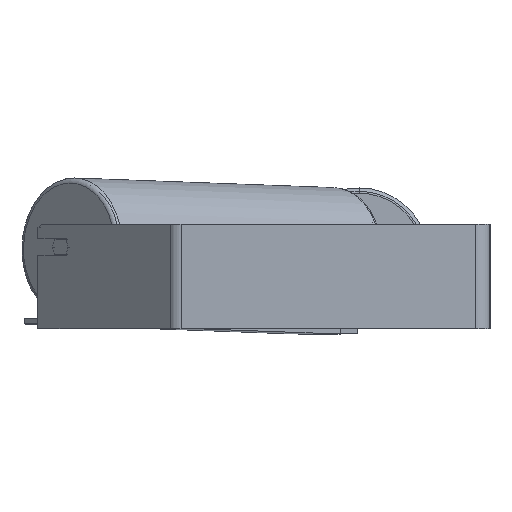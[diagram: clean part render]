
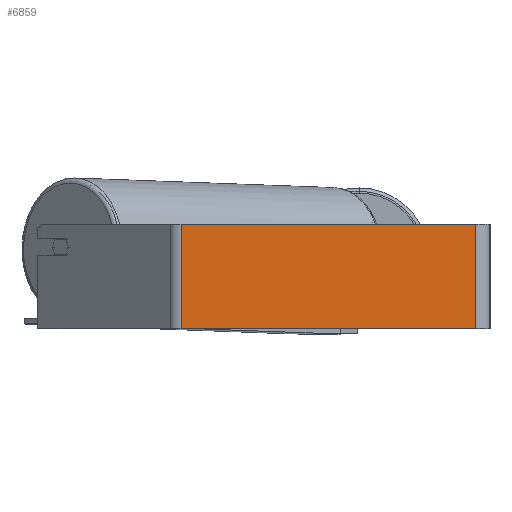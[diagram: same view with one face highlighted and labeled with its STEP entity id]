
A CAD part, left-side view. The second image highlights one B-rep face of the part: STEP entity #6859.
In plain terms, the highlighted planar face has unit normal (-1, 0, 0).
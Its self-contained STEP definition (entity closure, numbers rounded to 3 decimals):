
#86 = VERTEX_POINT ( 'NONE', #767 ) ;
#216 = CARTESIAN_POINT ( 'NONE',  ( -605., 14., 50. ) ) ;
#295 = DIRECTION ( 'NONE',  ( 0., -1., 0. ) ) ;
#352 = VERTEX_POINT ( 'NONE', #4095 ) ;
#486 = VERTEX_POINT ( 'NONE', #4862 ) ;
#767 = CARTESIAN_POINT ( 'NONE',  ( -605., 14., -50. ) ) ;
#869 = VERTEX_POINT ( 'NONE', #2104 ) ;
#897 = LINE ( 'NONE', #2503, #4613 ) ;
#996 = DIRECTION ( 'NONE',  ( 0., 0., -1. ) ) ;
#1322 = EDGE_CURVE ( 'NONE', #869, #352, #4430, .T. ) ;
#1584 = EDGE_LOOP ( 'NONE', ( #6490, #6589, #3338, #2102 ) ) ;
#2013 = LINE ( 'NONE', #3321, #8941 ) ;
#2102 = ORIENTED_EDGE ( 'NONE', *, *, #1322, .T. ) ;
#2104 = CARTESIAN_POINT ( 'NONE',  ( -605., 295.159, 50. ) ) ;
#2503 = CARTESIAN_POINT ( 'NONE',  ( -605., 300.958, -50. ) ) ;
#2921 = CARTESIAN_POINT ( 'NONE',  ( -605., 295.159, 50. ) ) ;
#3017 = DIRECTION ( 'NONE',  ( 0., 0., -1. ) ) ;
#3321 = CARTESIAN_POINT ( 'NONE',  ( -605., 300.958, 50. ) ) ;
#3338 = ORIENTED_EDGE ( 'NONE', *, *, #4740, .F. ) ;
#3748 = DIRECTION ( 'NONE',  ( 0., 0., -1. ) ) ;
#4095 = CARTESIAN_POINT ( 'NONE',  ( -605., 295.159, -50. ) ) ;
#4429 = FACE_OUTER_BOUND ( 'NONE', #1584, .T. ) ;
#4430 = LINE ( 'NONE', #2921, #8747 ) ;
#4476 = PLANE ( 'NONE',  #4723 ) ;
#4613 = VECTOR ( 'NONE', #295, 1000. ) ;
#4723 = AXIS2_PLACEMENT_3D ( 'NONE', #6500, #7916, #3748 ) ;
#4740 = EDGE_CURVE ( 'NONE', #869, #486, #2013, .T. ) ;
#4862 = CARTESIAN_POINT ( 'NONE',  ( -605., 14., 50. ) ) ;
#6490 = ORIENTED_EDGE ( 'NONE', *, *, #9038, .T. ) ;
#6500 = CARTESIAN_POINT ( 'NONE',  ( -605., 300.958, 50. ) ) ;
#6589 = ORIENTED_EDGE ( 'NONE', *, *, #7490, .F. ) ;
#6859 = ADVANCED_FACE ( 'NONE', ( #4429 ), #4476, .F. ) ;
#6887 = DIRECTION ( 'NONE',  ( 0., -1., 0. ) ) ;
#7490 = EDGE_CURVE ( 'NONE', #486, #86, #8009, .T. ) ;
#7916 = DIRECTION ( 'NONE',  ( 1., 0., 0. ) ) ;
#8009 = LINE ( 'NONE', #216, #8238 ) ;
#8238 = VECTOR ( 'NONE', #996, 1000. ) ;
#8747 = VECTOR ( 'NONE', #3017, 1000. ) ;
#8941 = VECTOR ( 'NONE', #6887, 1000. ) ;
#9038 = EDGE_CURVE ( 'NONE', #352, #86, #897, .T. ) ;
